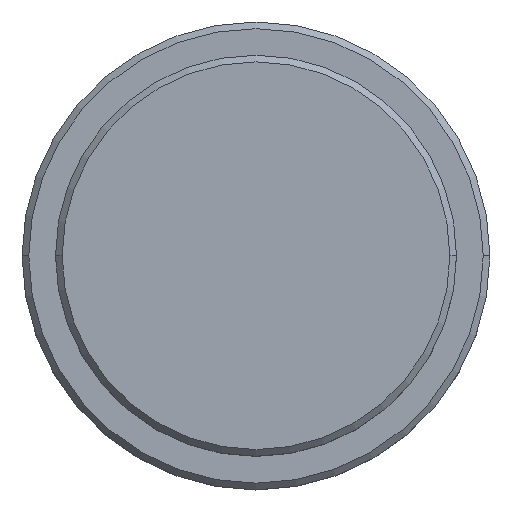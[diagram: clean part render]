
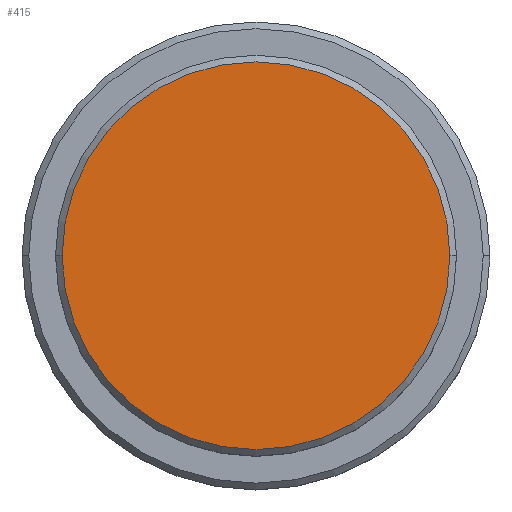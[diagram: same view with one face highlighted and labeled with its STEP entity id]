
A CAD part, top view. The second image highlights one B-rep face of the part: STEP entity #415.
In plain terms, the highlighted planar face has unit normal (0, 0, 1).
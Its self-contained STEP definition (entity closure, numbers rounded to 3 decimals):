
#5 = CIRCLE ( 'NONE', #511, 14.5 ) ;
#48 = DIRECTION ( 'NONE',  ( 1., 0., 0. ) ) ;
#262 = DIRECTION ( 'NONE',  ( 1., 0., 0. ) ) ;
#362 = DIRECTION ( 'NONE',  ( 0., 0., 1. ) ) ;
#415 = ADVANCED_FACE ( 'NONE', ( #925 ), #823, .T. ) ;
#477 = AXIS2_PLACEMENT_3D ( 'NONE', #714, #362, #262 ) ;
#511 = AXIS2_PLACEMENT_3D ( 'NONE', #1086, #526, #945 ) ;
#526 = DIRECTION ( 'NONE',  ( 0., 0., 1. ) ) ;
#567 = CARTESIAN_POINT ( 'NONE',  ( -14.5, 0., 0. ) ) ;
#616 = CIRCLE ( 'NONE', #477, 14.5 ) ;
#664 = EDGE_LOOP ( 'NONE', ( #747, #1098 ) ) ;
#714 = CARTESIAN_POINT ( 'NONE',  ( 0., 0., 0. ) ) ;
#747 = ORIENTED_EDGE ( 'NONE', *, *, #1372, .T. ) ;
#823 = PLANE ( 'NONE',  #1397 ) ;
#833 = CARTESIAN_POINT ( 'NONE',  ( 0., 0., 0. ) ) ;
#925 = FACE_OUTER_BOUND ( 'NONE', #664, .T. ) ;
#945 = DIRECTION ( 'NONE',  ( 1., 0., 0. ) ) ;
#965 = EDGE_CURVE ( 'NONE', #1133, #1213, #5, .T. ) ;
#979 = CARTESIAN_POINT ( 'NONE',  ( 14.5, 0., 0. ) ) ;
#1086 = CARTESIAN_POINT ( 'NONE',  ( 0., 0., 0. ) ) ;
#1098 = ORIENTED_EDGE ( 'NONE', *, *, #965, .T. ) ;
#1133 = VERTEX_POINT ( 'NONE', #979 ) ;
#1213 = VERTEX_POINT ( 'NONE', #567 ) ;
#1257 = DIRECTION ( 'NONE',  ( 0., 0., 1. ) ) ;
#1372 = EDGE_CURVE ( 'NONE', #1213, #1133, #616, .T. ) ;
#1397 = AXIS2_PLACEMENT_3D ( 'NONE', #833, #1257, #48 ) ;
